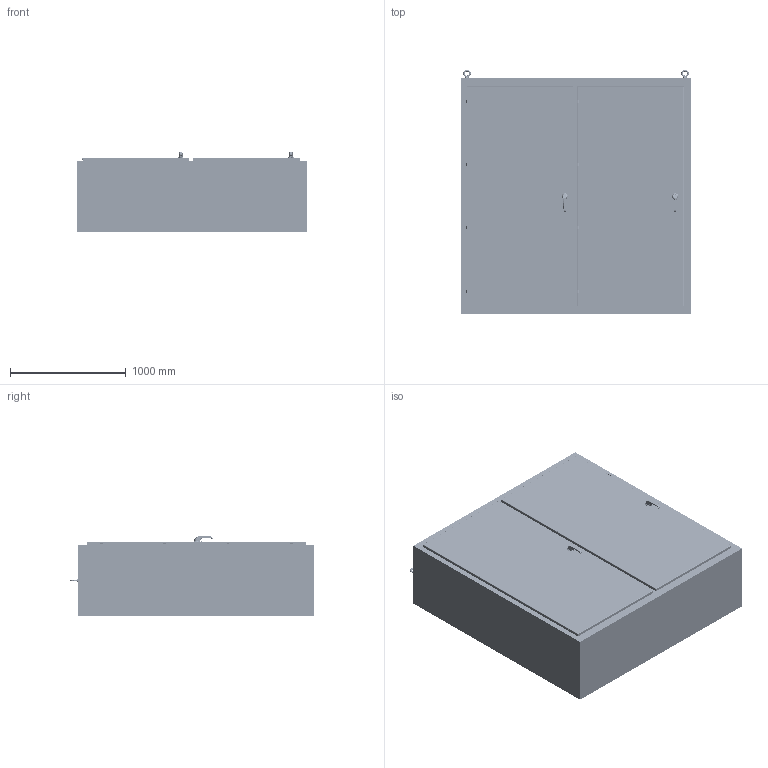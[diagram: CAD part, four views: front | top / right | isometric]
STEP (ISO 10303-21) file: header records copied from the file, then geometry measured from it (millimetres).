
FILE_DESCRIPTION (( 'STEP AP214' ), '1' );
FILE_NAME ('SCE-N80XM7824_REV1.STEP', '2024-05-08T19:53:22', ( '' ), ( '' ), 'SwSTEP 2.0', 'SolidWorks 2023', '' );
FILE_SCHEMA (( 'AUTOMOTIVE_DESIGN' ));
Length unit declared in the file: inch
Products named in the file (1): SCE-N80XM7824_REV1
Bounding box: 1974.85 x 2106.68 x 686.97 mm (x, y, z)
Volume: 40040712.4 mm3; surface area: 30069071.5 mm2
Topology: 57 solids, 65 shells, 7671 faces, 19774 edges, 12237 vertices
Faces by surface type: plane 3150, cylinder 2599, bspline 1512, cone 238, torus 172
Full cylindrical faces by diameter (mm): 1.016 x8, 3.978 x8, 4.318 x40, 4.978 x32, 5.016 x4, 5.207 x16, 5.232 x16, 5.537 x8, 6.096 x16, 6.198 x16, 6.35 x16, 7.137 x2, 9.525 x16, 10.323 x16, 11.25 x2, 12.7 x2, 15.24 x2, 16 x2, 29.8 x2
Entity records: 429494 total; most frequent: CARTESIAN_POINT 256928, ORIENTED_EDGE 38022, DIRECTION 32195, EDGE_CURVE 19011, VERTEX_POINT 12021, AXIS2_PLACEMENT_3D 11493, LINE 9209, VECTOR 9209
